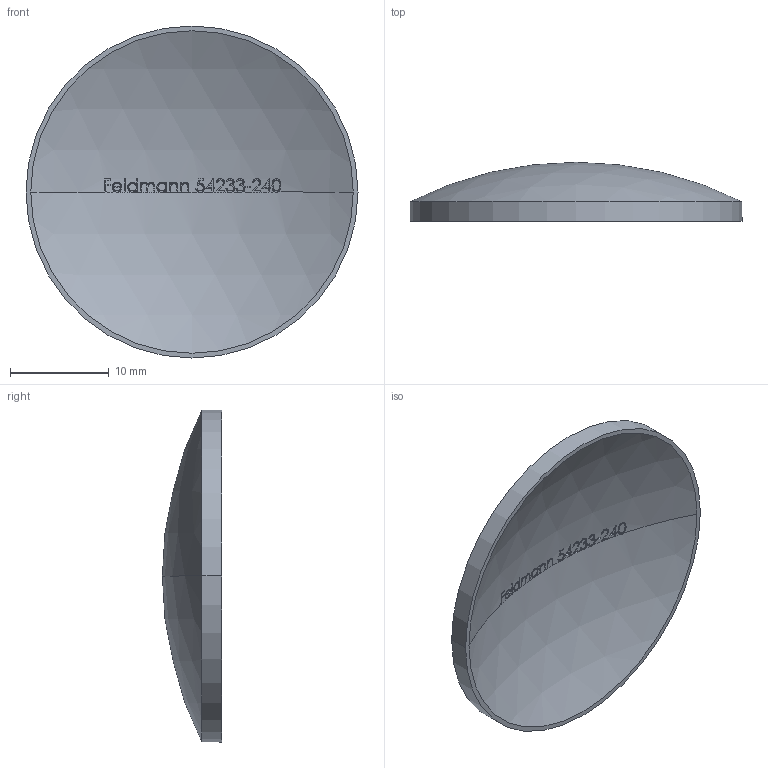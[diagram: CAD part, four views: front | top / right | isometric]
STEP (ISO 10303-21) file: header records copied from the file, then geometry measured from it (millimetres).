
FILE_DESCRIPTION (( 'STEP AP203' ), '1' );
FILE_NAME ('54233-240.step', '2018-12-11T12:11:43', ( '' ), ( '' ), 'SwSTEP 2.0', 'SolidWorks 2015', '' );
FILE_SCHEMA (( 'CONFIG_CONTROL_DESIGN' ));
Length unit declared in the file: millimetre
Products named in the file (1): 54233-240
Bounding box: 33.7 x 6 x 33.7 mm (x, y, z)
Volume: 1883.9 mm3; surface area: 2105.9 mm2
Topology: 1 solids, 1 shells, 256 faces, 708 edges, 462 vertices
Faces by surface type: plane 109, bspline 105, sphere 40, cylinder 2
Entity records: 13577 total; most frequent: CARTESIAN_POINT 7565, ORIENTED_EDGE 1416, DIRECTION 993, EDGE_CURVE 708, VERTEX_POINT 462, AXIS2_PLACEMENT_3D 389, EDGE_LOOP 264, ADVANCED_FACE 256
